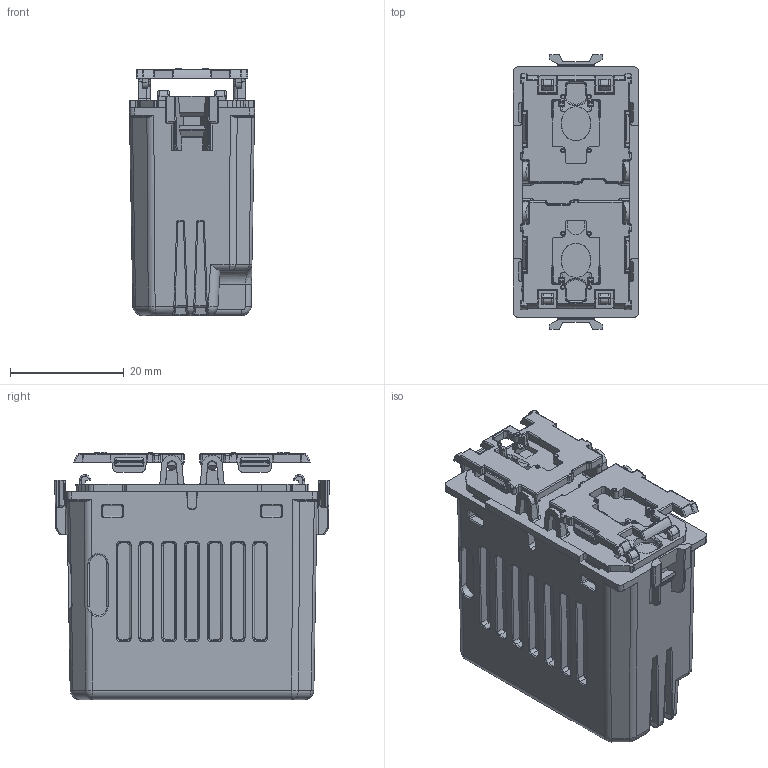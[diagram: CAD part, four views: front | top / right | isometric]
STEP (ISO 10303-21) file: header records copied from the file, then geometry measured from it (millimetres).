
FILE_DESCRIPTION(('CATIA V5 STEP Exchange','CAx-IF Rec.Pracs.--- Model Styling and Organization---1.4--- 2014-01-23'),'2;1');
FILE_NAME('GWA1221.stp','2024-02-13T13:42:26+00:00',('none'),('none'),'CATIA Version 5-6 Release 2019 SP6','CATIA V5 STEP AP214 v1','none');
FILE_SCHEMA(('AUTOMOTIVE_DESIGN { 1 0 10303 214 1 1 1 1 }'));
Products named in the file (1): GWA1221
Bounding box: 22 x 48.25 x 43.4 mm (x, y, z)
Volume: 31796.8 mm3; surface area: 10843.8 mm2
Topology: 3 solids, 4 shells, 2456 faces, 6415 edges, 3899 vertices
Faces by surface type: plane 1165, cylinder 801, bspline 310, sphere 103, cone 44, torus 33
Entity records: 96293 total; most frequent: CARTESIAN_POINT 41936, ORIENTED_EDGE 12576, DIRECTION 7481, EDGE_CURVE 6288, VERTEX_POINT 3899, VECTOR 3237, LINE 3237, EDGE_LOOP 2533
